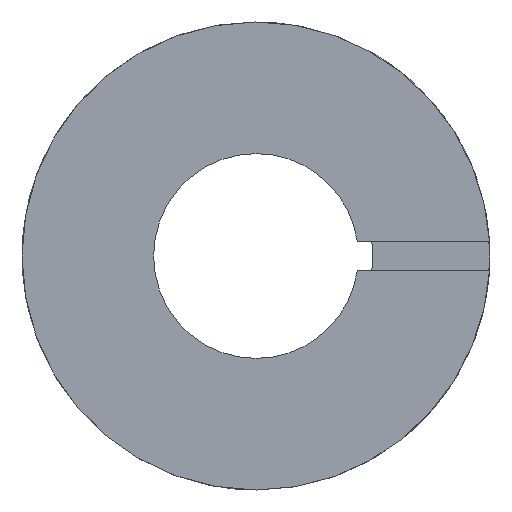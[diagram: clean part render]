
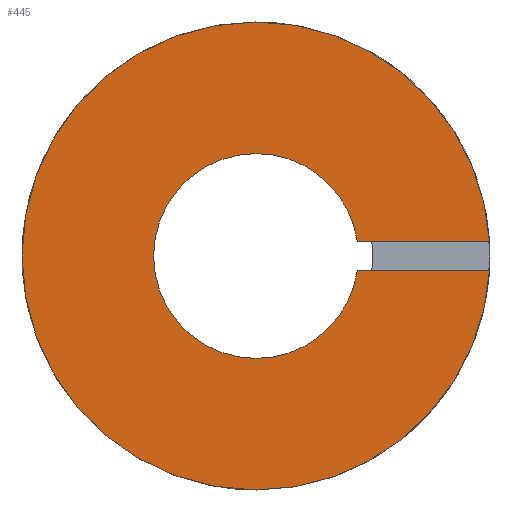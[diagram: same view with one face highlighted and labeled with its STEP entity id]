
A CAD part, left-side view. The second image highlights one B-rep face of the part: STEP entity #445.
In plain terms, the highlighted planar face has unit normal (-1, 0, 0).
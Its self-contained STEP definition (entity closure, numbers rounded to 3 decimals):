
#61 = CARTESIAN_POINT ( 'NONE',  ( -19., 0., 0. ) ) ;
#239 = CARTESIAN_POINT ( 'NONE',  ( -19., -6.928, -1. ) ) ;
#263 = VERTEX_POINT ( 'NONE', #1700 ) ;
#264 = VERTEX_POINT ( 'NONE', #400 ) ;
#306 = VERTEX_POINT ( 'NONE', #239 ) ;
#314 = CARTESIAN_POINT ( 'NONE',  ( -19., -6.928, 1. ) ) ;
#352 = ORIENTED_EDGE ( 'NONE', *, *, #1916, .F. ) ;
#359 = DIRECTION ( 'NONE',  ( 0., 0., -1. ) ) ;
#362 = DIRECTION ( 'NONE',  ( 1., 0., 0. ) ) ;
#400 = CARTESIAN_POINT ( 'NONE',  ( -19., -15.969, 1. ) ) ;
#401 = DIRECTION ( 'NONE',  ( 1., 0., 0. ) ) ;
#445 = ADVANCED_FACE ( 'NONE', ( #2784 ), #2347, .F. ) ;
#508 = EDGE_CURVE ( 'NONE', #2240, #263, #670, .T. ) ;
#521 = CARTESIAN_POINT ( 'NONE',  ( -19., -15.969, -1. ) ) ;
#622 = CARTESIAN_POINT ( 'NONE',  ( -19., 0., 7. ) ) ;
#670 = CIRCLE ( 'NONE', #915, 16. ) ;
#768 = AXIS2_PLACEMENT_3D ( 'NONE', #1198, #2948, #944 ) ;
#804 = AXIS2_PLACEMENT_3D ( 'NONE', #3648, #2184, #1843 ) ;
#875 = ORIENTED_EDGE ( 'NONE', *, *, #2078, .T. ) ;
#915 = AXIS2_PLACEMENT_3D ( 'NONE', #1783, #362, #1521 ) ;
#944 = DIRECTION ( 'NONE',  ( 0., 0., -1. ) ) ;
#960 = EDGE_CURVE ( 'NONE', #306, #3168, #2376, .T. ) ;
#1011 = VECTOR ( 'NONE', #3498, 1000. ) ;
#1158 = ORIENTED_EDGE ( 'NONE', *, *, #2750, .F. ) ;
#1182 = CARTESIAN_POINT ( 'NONE',  ( -19., -6.928, 1. ) ) ;
#1198 = CARTESIAN_POINT ( 'NONE',  ( -19., 0., 0. ) ) ;
#1234 = CARTESIAN_POINT ( 'NONE',  ( -19., 0., 0. ) ) ;
#1292 = ORIENTED_EDGE ( 'NONE', *, *, #2792, .F. ) ;
#1500 = CIRCLE ( 'NONE', #1599, 7. ) ;
#1521 = DIRECTION ( 'NONE',  ( 0., 0., -1. ) ) ;
#1545 = VERTEX_POINT ( 'NONE', #3085 ) ;
#1565 = ORIENTED_EDGE ( 'NONE', *, *, #960, .F. ) ;
#1599 = AXIS2_PLACEMENT_3D ( 'NONE', #3354, #2206, #1635 ) ;
#1635 = DIRECTION ( 'NONE',  ( 0., 0., -1. ) ) ;
#1700 = CARTESIAN_POINT ( 'NONE',  ( -19., 0., 16. ) ) ;
#1746 = DIRECTION ( 'NONE',  ( 0., 0., -1. ) ) ;
#1783 = CARTESIAN_POINT ( 'NONE',  ( -19., 0., 0. ) ) ;
#1843 = DIRECTION ( 'NONE',  ( 0., 0., -1. ) ) ;
#1892 = CARTESIAN_POINT ( 'NONE',  ( -19., -6.928, -1. ) ) ;
#1916 = EDGE_CURVE ( 'NONE', #263, #264, #1998, .T. ) ;
#1998 = CIRCLE ( 'NONE', #2143, 16. ) ;
#2014 = LINE ( 'NONE', #1182, #1011 ) ;
#2078 = EDGE_CURVE ( 'NONE', #2928, #2810, #1500, .T. ) ;
#2128 = DIRECTION ( 'NONE',  ( 1., 0., 0. ) ) ;
#2143 = AXIS2_PLACEMENT_3D ( 'NONE', #1234, #401, #3024 ) ;
#2184 = DIRECTION ( 'NONE',  ( 1., 0., 0. ) ) ;
#2205 = ORIENTED_EDGE ( 'NONE', *, *, #508, .F. ) ;
#2206 = DIRECTION ( 'NONE',  ( 1., 0., 0. ) ) ;
#2209 = EDGE_CURVE ( 'NONE', #306, #1545, #3745, .T. ) ;
#2231 = AXIS2_PLACEMENT_3D ( 'NONE', #3452, #2333, #1746 ) ;
#2240 = VERTEX_POINT ( 'NONE', #3256 ) ;
#2262 = ORIENTED_EDGE ( 'NONE', *, *, #3697, .T. ) ;
#2333 = DIRECTION ( 'NONE',  ( 1., 0., 0. ) ) ;
#2347 = PLANE ( 'NONE',  #2231 ) ;
#2376 = LINE ( 'NONE', #1892, #3185 ) ;
#2636 = EDGE_LOOP ( 'NONE', ( #3719, #2262, #875, #1158, #352, #2205, #1292, #1565 ) ) ;
#2735 = CIRCLE ( 'NONE', #804, 7. ) ;
#2750 = EDGE_CURVE ( 'NONE', #264, #2810, #2014, .T. ) ;
#2784 = FACE_OUTER_BOUND ( 'NONE', #2636, .T. ) ;
#2792 = EDGE_CURVE ( 'NONE', #3168, #2240, #3653, .T. ) ;
#2810 = VERTEX_POINT ( 'NONE', #314 ) ;
#2928 = VERTEX_POINT ( 'NONE', #622 ) ;
#2948 = DIRECTION ( 'NONE',  ( 1., 0., 0. ) ) ;
#3024 = DIRECTION ( 'NONE',  ( 0., 0., -1. ) ) ;
#3085 = CARTESIAN_POINT ( 'NONE',  ( -19., 0., -7. ) ) ;
#3168 = VERTEX_POINT ( 'NONE', #521 ) ;
#3185 = VECTOR ( 'NONE', #3356, 1000. ) ;
#3256 = CARTESIAN_POINT ( 'NONE',  ( -19., 0., -16. ) ) ;
#3354 = CARTESIAN_POINT ( 'NONE',  ( -19., 0., 0. ) ) ;
#3356 = DIRECTION ( 'NONE',  ( 0., -1., 0. ) ) ;
#3360 = AXIS2_PLACEMENT_3D ( 'NONE', #61, #2128, #359 ) ;
#3452 = CARTESIAN_POINT ( 'NONE',  ( -19., 0., 0. ) ) ;
#3498 = DIRECTION ( 'NONE',  ( 0., 1., 0. ) ) ;
#3648 = CARTESIAN_POINT ( 'NONE',  ( -19., 0., 0. ) ) ;
#3653 = CIRCLE ( 'NONE', #3360, 16. ) ;
#3697 = EDGE_CURVE ( 'NONE', #1545, #2928, #2735, .T. ) ;
#3719 = ORIENTED_EDGE ( 'NONE', *, *, #2209, .T. ) ;
#3745 = CIRCLE ( 'NONE', #768, 7. ) ;
